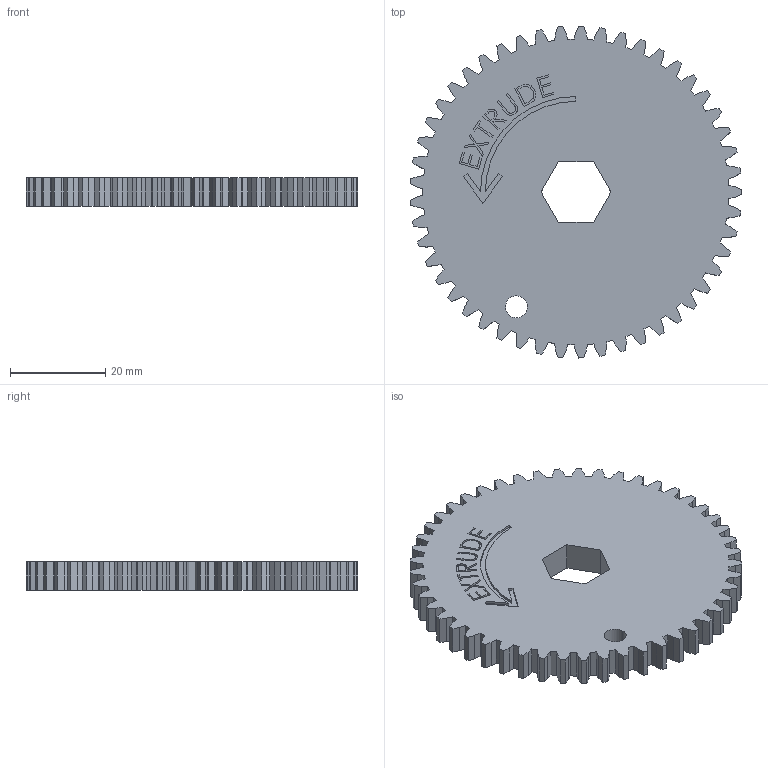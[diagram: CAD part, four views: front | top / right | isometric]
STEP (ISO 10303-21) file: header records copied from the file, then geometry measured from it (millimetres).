
FILE_DESCRIPTION (( 'STEP AP214' ), '1' );
FILE_NAME ('1128-Z2P-A.STEP', '2013-05-15T14:51:44', ( '3DAssist' ), ( '' ), 'SwSTEP 2.0', 'SolidWorks 2013', '' );
FILE_SCHEMA (( 'AUTOMOTIVE_DESIGN' ));
Length unit declared in the file: millimetre
Products named in the file (1): 1128-Z2P-A
Bounding box: 69.51 x 69.55 x 6 mm (x, y, z)
Volume: 20024 mm3; surface area: 9544.6 mm2
Topology: 1 solids, 1 shells, 409 faces, 1191 edges, 794 vertices
Faces by surface type: plane 386, bspline 21, cylinder 2
Entity records: 14369 total; most frequent: CARTESIAN_POINT 3640, ORIENTED_EDGE 2382, DIRECTION 1931, EDGE_CURVE 1191, VECTOR 1145, LINE 1145, VERTEX_POINT 794, EDGE_LOOP 423
